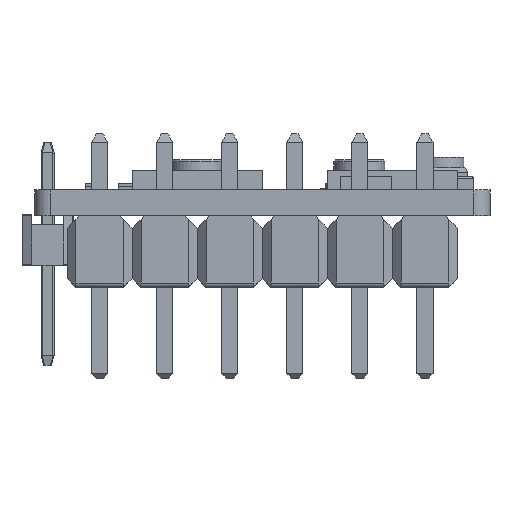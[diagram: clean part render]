
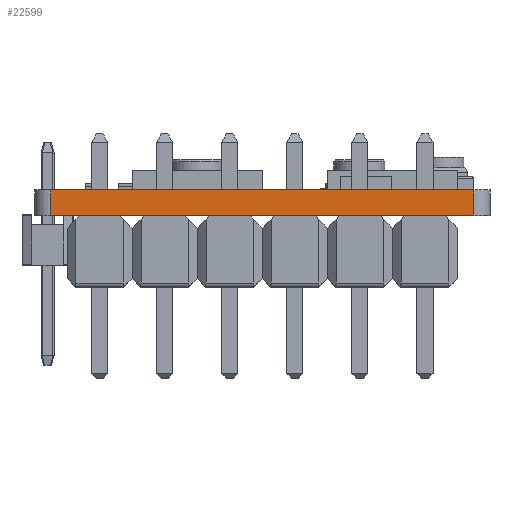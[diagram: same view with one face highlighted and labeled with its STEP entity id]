
A CAD part, left-side view. The second image highlights one B-rep face of the part: STEP entity #22599.
In plain terms, the highlighted planar face has unit normal (-1, 0, 0).
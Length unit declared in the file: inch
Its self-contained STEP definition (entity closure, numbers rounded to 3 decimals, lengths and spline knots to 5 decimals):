
#1552=PLANE('',#24904);
#3505=LINE('',#39169,#5593);
#3564=LINE('',#39416,#5652);
#3565=LINE('',#39419,#5653);
#3566=LINE('',#39420,#5654);
#5593=VECTOR('',#30947,0.3937);
#5652=VECTOR('',#31230,0.3937);
#5653=VECTOR('',#31233,0.3937);
#5654=VECTOR('',#31234,0.3937);
#7502=FACE_OUTER_BOUND('',#8892,.T.);
#8892=EDGE_LOOP('',(#20942,#20943,#20944,#20945));
#11479=VERTEX_POINT('',#39166);
#11480=VERTEX_POINT('',#39168);
#11556=VERTEX_POINT('',#39414);
#11557=VERTEX_POINT('',#39418);
#14614=EDGE_CURVE('',#11479,#11480,#3505,.T.);
#14734=EDGE_CURVE('',#11556,#11480,#3564,.T.);
#14735=EDGE_CURVE('',#11557,#11556,#3565,.T.);
#14736=EDGE_CURVE('',#11557,#11479,#3566,.T.);
#20942=ORIENTED_EDGE('',*,*,#14735,.T.);
#20943=ORIENTED_EDGE('',*,*,#14734,.T.);
#20944=ORIENTED_EDGE('',*,*,#14614,.F.);
#20945=ORIENTED_EDGE('',*,*,#14736,.F.);
#22599=ADVANCED_FACE('',(#7502),#1552,.T.);
#24904=AXIS2_PLACEMENT_3D('',#39417,#31231,#31232);
#30947=DIRECTION('',(0.,-1.,0.));
#31230=DIRECTION('',(0.,0.,1.));
#31231=DIRECTION('center_axis',(-1.,0.,0.));
#31232=DIRECTION('ref_axis',(0.,-1.,0.));
#31233=DIRECTION('',(0.,-1.,0.));
#31234=DIRECTION('',(0.,0.,1.));
#39166=CARTESIAN_POINT('',(0.,0.675,0.03937));
#39168=CARTESIAN_POINT('',(0.,0.025,0.03937));
#39169=CARTESIAN_POINT('',(0.,0.675,0.03937));
#39414=CARTESIAN_POINT('',(0.,0.025,0.));
#39416=CARTESIAN_POINT('',(0.,0.025,0.));
#39417=CARTESIAN_POINT('Origin',(0.,0.675,0.));
#39418=CARTESIAN_POINT('',(0.,0.675,0.));
#39419=CARTESIAN_POINT('',(0.,0.675,0.));
#39420=CARTESIAN_POINT('',(0.,0.675,0.));
